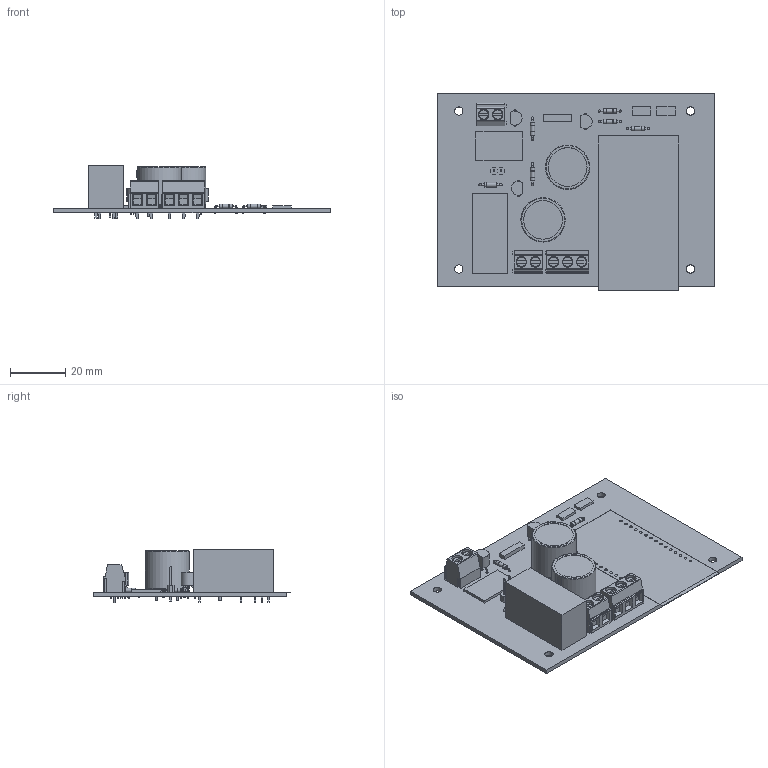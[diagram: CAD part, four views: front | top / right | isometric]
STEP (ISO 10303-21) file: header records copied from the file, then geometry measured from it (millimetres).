
FILE_DESCRIPTION(/* description */ (''),/* implementation_level */ '2;1');
FILE_NAME(/* name */ 'HexaWall-v1.1 v7.step',/* time_stamp */ '2022-03-18T23:30:22+01:00',/* author */ (''),/* organization */ (''),/* preprocessor_version */ 'ST-DEVELOPER v18.1',/* originating_system */ 'Autodesk Translation Framework v10.13.0.1454',/* authorisation */ '');
FILE_SCHEMA (('AUTOMOTIVE_DESIGN { 1 0 10303 214 3 1 1 }'));
Length unit declared in the file: millimetre
Products named in the file (20): HexaWall-v1.1; Board; Packages; F/CM12P; 22-23-2031; DO35-7; DRILEGEND; 1X02; G5RL-1-E-HR; 0204/7; DC/DC_PCB; TO92-CBE; E7,5-16; W237-102 (1); TB006-508-02P_Green - S; ESP32-DEVKITV1; W237-102; TB006-508-02P_Green - S (1); W237-103; TB006-508-03P_Green - S
Assembly tree (27 placements, depth 4):
  HexaWall-v1.1
    Board
    Packages
      F/CM12P
      22-23-2031  x2
      DO35-7
      DRILEGEND
      1X02
      G5RL-1-E-HR
      0204/7  x5
      DC/DC_PCB
      TO92-CBE  x3
      E7,5-16  x2
      W237-102 (1)
        TB006-508-02P_Green - S
      ESP32-DEVKITV1
      W237-102
        TB006-508-02P_Green - S (1)
      W237-103
        TB006-508-03P_Green - S
Bounding box: 100 x 71.22 x 19.5 mm (x, y, z)
Volume: 25666.1 mm3; surface area: 26211.6 mm2
Topology: 22 solids, 29 shells, 886 faces, 2178 edges, 1427 vertices
Faces by surface type: plane 539, cylinder 206, torus 105, cone 22, bspline 14
Full cylindrical faces by diameter (mm): 0.5 x20, 0.6 x4, 0.65 x4, 0.8 x4, 0.813 x21, 1 x36, 1.016 x8, 1.194 x7, 1.3 x8, 1.52 x5, 1.6 x10, 1.748 x1, 1.75 x2, 3 x4, 3.85 x7, 8.4 x2, 10 x2
Entity records: 24723 total; most frequent: CARTESIAN_POINT 6687, DIRECTION 3623, ORIENTED_EDGE 3400, EDGE_CURVE 1700, AXIS2_PLACEMENT_3D 1255, VERTEX_POINT 1115, LINE 1113, VECTOR 1113
